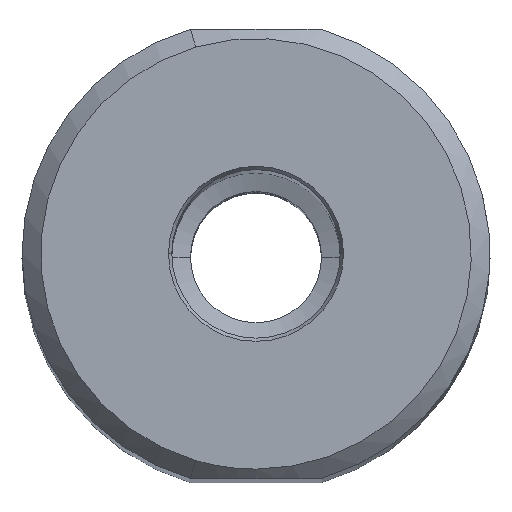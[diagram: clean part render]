
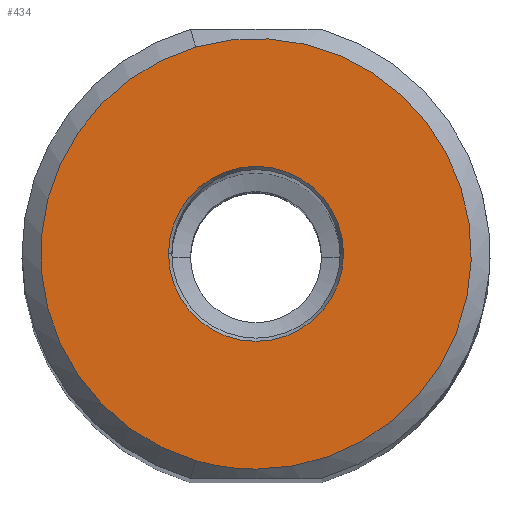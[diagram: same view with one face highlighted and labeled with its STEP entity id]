
A CAD part, top view. The second image highlights one B-rep face of the part: STEP entity #434.
In plain terms, the highlighted planar face has unit normal (0, 0, 1).
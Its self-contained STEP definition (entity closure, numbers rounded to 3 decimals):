
#434=ADVANCED_FACE('',(#534,#535),#495,.T.);
#495=PLANE('',#1549);
#534=FACE_BOUND('',#574,.T.);
#535=FACE_BOUND('',#575,.T.);
#574=EDGE_LOOP('',(#765,#766,#767));
#575=EDGE_LOOP('',(#768,#769));
#765=ORIENTED_EDGE('',*,*,#1163,.F.);
#766=ORIENTED_EDGE('',*,*,#1161,.F.);
#767=ORIENTED_EDGE('',*,*,#1160,.F.);
#768=ORIENTED_EDGE('',*,*,#1199,.F.);
#769=ORIENTED_EDGE('',*,*,#1200,.F.);
#1035=VERTEX_POINT('',#2250);
#1036=VERTEX_POINT('',#2252);
#1037=VERTEX_POINT('',#2254);
#1059=VERTEX_POINT('',#2506);
#1060=VERTEX_POINT('',#2508);
#1160=EDGE_CURVE('',#1035,#1036,#1330,.T.);
#1161=EDGE_CURVE('',#1036,#1037,#1331,.T.);
#1163=EDGE_CURVE('',#1037,#1035,#1332,.T.);
#1199=EDGE_CURVE('',#1060,#1059,#1348,.T.);
#1200=EDGE_CURVE('',#1059,#1060,#1349,.T.);
#1330=CIRCLE('',#1514,11.5);
#1331=CIRCLE('',#1515,11.5);
#1332=CIRCLE('',#1517,11.5);
#1348=CIRCLE('',#1546,4.673);
#1349=CIRCLE('',#1548,4.673);
#1514=AXIS2_PLACEMENT_3D('',#2251,#1735,#1736);
#1515=AXIS2_PLACEMENT_3D('',#2253,#1737,#1738);
#1517=AXIS2_PLACEMENT_3D('',#2257,#1742,#1743);
#1546=AXIS2_PLACEMENT_3D('',#2509,#1814,#1815);
#1548=AXIS2_PLACEMENT_3D('',#2511,#1818,#1819);
#1549=AXIS2_PLACEMENT_3D('',#2512,#1820,#1821);
#1735=DIRECTION('',(0.,0.,-1.));
#1736=DIRECTION('',(-0.28,0.96,0.));
#1737=DIRECTION('',(0.,0.,-1.));
#1738=DIRECTION('',(0.,-1.,0.));
#1742=DIRECTION('',(0.,0.,-1.));
#1743=DIRECTION('',(-0.28,-0.96,0.));
#1814=DIRECTION('',(0.,0.,1.));
#1815=DIRECTION('',(1.,0.,0.));
#1818=DIRECTION('',(0.,0.,1.));
#1819=DIRECTION('',(-1.,0.,0.));
#1820=DIRECTION('',(0.,0.,1.));
#1821=DIRECTION('',(1.,0.,0.));
#2250=CARTESIAN_POINT('',(-3.22,11.04,0.));
#2251=CARTESIAN_POINT('',(0.,0.,0.));
#2252=CARTESIAN_POINT('',(0.,-11.5,0.));
#2253=CARTESIAN_POINT('',(0.,0.,0.));
#2254=CARTESIAN_POINT('',(-3.22,-11.04,0.));
#2257=CARTESIAN_POINT('',(0.,0.,0.));
#2506=CARTESIAN_POINT('',(-4.673,0.,0.));
#2508=CARTESIAN_POINT('',(4.673,0.,0.));
#2509=CARTESIAN_POINT('',(0.,0.,0.));
#2511=CARTESIAN_POINT('',(0.,0.,0.));
#2512=CARTESIAN_POINT('',(-0.007,0.006,0.));
